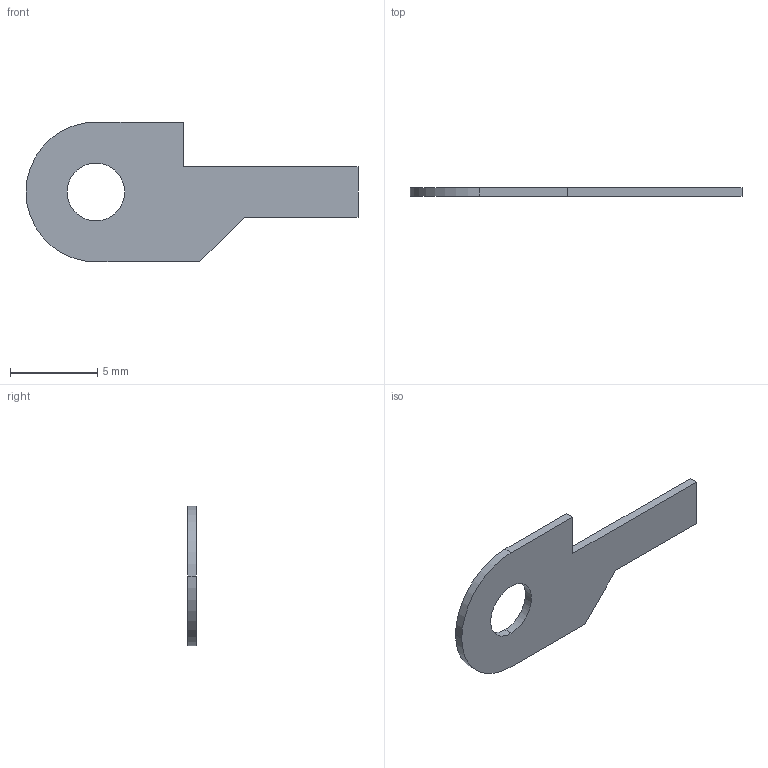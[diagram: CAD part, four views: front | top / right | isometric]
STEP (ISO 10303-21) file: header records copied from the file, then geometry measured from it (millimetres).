
FILE_DESCRIPTION (( 'STEP AP214' ), '1' );
FILE_NAME ('LAME RESSORT.STEP', '2023-08-28T19:55:58', ( '' ), ( '' ), 'SwSTEP 2.0', 'SolidWorks 2020', '' );
FILE_SCHEMA (( 'AUTOMOTIVE_DESIGN' ));
Length unit declared in the file: millimetre
Products named in the file (1): LAME RESSORT
Bounding box: 19 x 0.5 x 8 mm (x, y, z)
Volume: 45.6 mm3; surface area: 212.2 mm2
Topology: 1 solids, 1 shells, 13 faces, 33 edges, 22 vertices
Faces by surface type: plane 9, cylinder 4
Entity records: 433 total; most frequent: CARTESIAN_POINT 69, DIRECTION 69, ORIENTED_EDGE 66, EDGE_CURVE 33, VECTOR 25, LINE 25, AXIS2_PLACEMENT_3D 22, VERTEX_POINT 22
